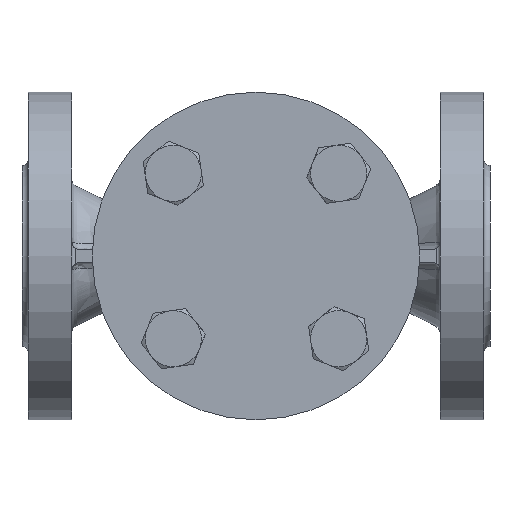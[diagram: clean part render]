
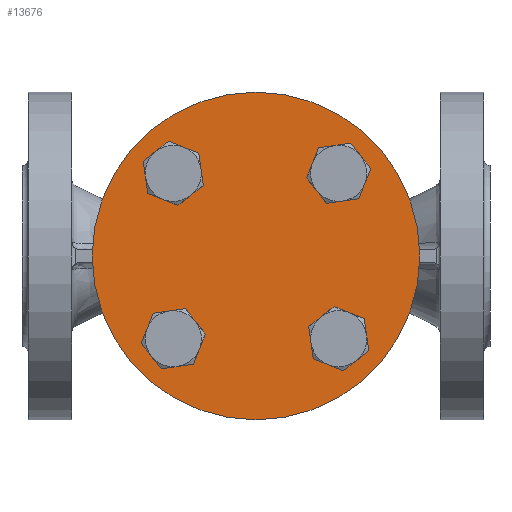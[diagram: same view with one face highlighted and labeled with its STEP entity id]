
A CAD part, front view. The second image highlights one B-rep face of the part: STEP entity #13676.
In plain terms, the highlighted planar face has unit normal (0, -1, 0).
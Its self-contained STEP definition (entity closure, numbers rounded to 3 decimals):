
#4129 = VERTEX_POINT ( 'NONE', #22682 ) ;
#4197 = VERTEX_POINT ( 'NONE', #22716 ) ;
#4703 = VERTEX_POINT ( 'NONE', #57049 ) ;
#9132 = EDGE_CURVE ( 'NONE', #78048, #22069, #20520, .T. ) ;
#9133 = EDGE_CURVE ( 'NONE', #22010, #22238, #20422, .T. ) ;
#9134 = EDGE_CURVE ( 'NONE', #22049, #4129, #20796, .T. ) ;
#9135 = EDGE_CURVE ( 'NONE', #22089, #4703, #20675, .T. ) ;
#9136 = EDGE_CURVE ( 'NONE', #4197, #78036, #20571, .T. ) ;
#9765 = PLANE ( 'NONE',  #21742 ) ;
#9766 = FACE_BOUND ( 'NONE', #83087, .T. ) ;
#9769 = FACE_OUTER_BOUND ( 'NONE', #83091, .T. ) ;
#9770 = FACE_BOUND ( 'NONE', #83139, .T. ) ;
#9772 = CARTESIAN_POINT ( 'NONE',  ( 0., -90.19, 0. ) ) ;
#9773 = FACE_BOUND ( 'NONE', #83083, .T. ) ;
#9775 = FACE_BOUND ( 'NONE', #83137, .T. ) ;
#9776 = DIRECTION ( 'NONE',  ( 0., 1., 0. ) ) ;
#9777 = DIRECTION ( 'NONE',  ( 0., 0., 1. ) ) ;
#13676 = ADVANCED_FACE ( 'NONE', ( #9770, #9766, #9773, #9775, #9769 ), #9765, .F. ) ;
#16470 = EDGE_CURVE ( 'NONE', #22238, #22010, #56384, .T. ) ;
#20422 = CIRCLE ( 'NONE', #20783, 9.027 ) ;
#20520 = CIRCLE ( 'NONE', #20789, 52.657 ) ;
#20571 = CIRCLE ( 'NONE', #20683, 9.027 ) ;
#20640 = AXIS2_PLACEMENT_3D ( 'NONE', #57308, #57309, #57310 ) ;
#20649 = AXIS2_PLACEMENT_3D ( 'NONE', #57305, #57306, #57307 ) ;
#20675 = CIRCLE ( 'NONE', #20640, 9.027 ) ;
#20683 = AXIS2_PLACEMENT_3D ( 'NONE', #57311, #57312, #57313 ) ;
#20783 = AXIS2_PLACEMENT_3D ( 'NONE', #57301, #57303, #57304 ) ;
#20789 = AXIS2_PLACEMENT_3D ( 'NONE', #57295, #57296, #57297 ) ;
#20796 = CIRCLE ( 'NONE', #20649, 9.027 ) ;
#20860 = ORIENTED_EDGE ( 'NONE', *, *, #9133, .T. ) ;
#20862 = ORIENTED_EDGE ( 'NONE', *, *, #16470, .T. ) ;
#20864 = ORIENTED_EDGE ( 'NONE', *, *, #9134, .T. ) ;
#20865 = ORIENTED_EDGE ( 'NONE', *, *, #35701, .T. ) ;
#20867 = ORIENTED_EDGE ( 'NONE', *, *, #9135, .T. ) ;
#20869 = ORIENTED_EDGE ( 'NONE', *, *, #23673, .T. ) ;
#20871 = ORIENTED_EDGE ( 'NONE', *, *, #9136, .T. ) ;
#20872 = ORIENTED_EDGE ( 'NONE', *, *, #23638, .T. ) ;
#20874 = ORIENTED_EDGE ( 'NONE', *, *, #9132, .F. ) ;
#20876 = ORIENTED_EDGE ( 'NONE', *, *, #23755, .F. ) ;
#21742 = AXIS2_PLACEMENT_3D ( 'NONE', #9772, #9776, #9777 ) ;
#21772 = CARTESIAN_POINT ( 'NONE',  ( -26.596, -90.19, 26.596 ) ) ;
#21773 = DIRECTION ( 'NONE',  ( 0., 1., 0. ) ) ;
#21774 = DIRECTION ( 'NONE',  ( 0.99, 0., 0.142 ) ) ;
#22010 = VERTEX_POINT ( 'NONE', #30456 ) ;
#22049 = VERTEX_POINT ( 'NONE', #24843 ) ;
#22069 = VERTEX_POINT ( 'NONE', #24863 ) ;
#22089 = VERTEX_POINT ( 'NONE', #24883 ) ;
#22238 = VERTEX_POINT ( 'NONE', #25032 ) ;
#22682 = CARTESIAN_POINT ( 'NONE',  ( -17.66, -90.19, 27.875 ) ) ;
#22716 = CARTESIAN_POINT ( 'NONE',  ( 35.532, -90.19, -25.317 ) ) ;
#23638 = EDGE_CURVE ( 'NONE', #78036, #4197, #57190, .T. ) ;
#23673 = EDGE_CURVE ( 'NONE', #4703, #22089, #78870, .T. ) ;
#23755 = EDGE_CURVE ( 'NONE', #22069, #78048, #78990, .T. ) ;
#24843 = CARTESIAN_POINT ( 'NONE',  ( -35.532, -90.19, 25.317 ) ) ;
#24863 = CARTESIAN_POINT ( 'NONE',  ( 0., -90.19, 52.657 ) ) ;
#24883 = CARTESIAN_POINT ( 'NONE',  ( -25.318, -90.19, -35.532 ) ) ;
#25032 = CARTESIAN_POINT ( 'NONE',  ( 27.875, -90.19, 17.66 ) ) ;
#25148 = CARTESIAN_POINT ( 'NONE',  ( 26.596, -90.19, -26.596 ) ) ;
#25149 = DIRECTION ( 'NONE',  ( 0., 1., 0. ) ) ;
#25150 = DIRECTION ( 'NONE',  ( -0.99, 0., -0.142 ) ) ;
#25193 = CARTESIAN_POINT ( 'NONE',  ( -26.596, -90.19, -26.596 ) ) ;
#25194 = DIRECTION ( 'NONE',  ( 0., 1., 0. ) ) ;
#25195 = DIRECTION ( 'NONE',  ( -0.142, 0., 0.99 ) ) ;
#25297 = CARTESIAN_POINT ( 'NONE',  ( 0., -90.19, 0. ) ) ;
#25298 = DIRECTION ( 'NONE',  ( 0., 1., 0. ) ) ;
#25299 = DIRECTION ( 'NONE',  ( 0., 0., 1. ) ) ;
#30456 = CARTESIAN_POINT ( 'NONE',  ( 25.317, -90.19, 35.532 ) ) ;
#31662 = CARTESIAN_POINT ( 'NONE',  ( 26.596, -90.19, 26.596 ) ) ;
#31663 = DIRECTION ( 'NONE',  ( 0., 1., 0. ) ) ;
#31664 = DIRECTION ( 'NONE',  ( 0.142, 0., -0.99 ) ) ;
#35701 = EDGE_CURVE ( 'NONE', #4129, #22049, #67766, .T. ) ;
#56384 = CIRCLE ( 'NONE', #56392, 9.027 ) ;
#56392 = AXIS2_PLACEMENT_3D ( 'NONE', #31662, #31663, #31664 ) ;
#57049 = CARTESIAN_POINT ( 'NONE',  ( -27.875, -90.19, -17.66 ) ) ;
#57190 = CIRCLE ( 'NONE', #57236, 9.027 ) ;
#57236 = AXIS2_PLACEMENT_3D ( 'NONE', #25148, #25149, #25150 ) ;
#57295 = CARTESIAN_POINT ( 'NONE',  ( 0., -90.19, 0. ) ) ;
#57296 = DIRECTION ( 'NONE',  ( 0., 1., 0. ) ) ;
#57297 = DIRECTION ( 'NONE',  ( 0., 0., 1. ) ) ;
#57301 = CARTESIAN_POINT ( 'NONE',  ( 26.596, -90.19, 26.596 ) ) ;
#57303 = DIRECTION ( 'NONE',  ( 0., 1., 0. ) ) ;
#57304 = DIRECTION ( 'NONE',  ( 0.142, 0., -0.99 ) ) ;
#57305 = CARTESIAN_POINT ( 'NONE',  ( -26.596, -90.19, 26.596 ) ) ;
#57306 = DIRECTION ( 'NONE',  ( 0., 1., 0. ) ) ;
#57307 = DIRECTION ( 'NONE',  ( 0.99, 0., 0.142 ) ) ;
#57308 = CARTESIAN_POINT ( 'NONE',  ( -26.596, -90.19, -26.596 ) ) ;
#57309 = DIRECTION ( 'NONE',  ( 0., 1., 0. ) ) ;
#57310 = DIRECTION ( 'NONE',  ( -0.142, 0., 0.99 ) ) ;
#57311 = CARTESIAN_POINT ( 'NONE',  ( 26.596, -90.19, -26.596 ) ) ;
#57312 = DIRECTION ( 'NONE',  ( 0., 1., 0. ) ) ;
#57313 = DIRECTION ( 'NONE',  ( -0.99, 0., -0.142 ) ) ;
#67766 = CIRCLE ( 'NONE', #67768, 9.027 ) ;
#67768 = AXIS2_PLACEMENT_3D ( 'NONE', #21772, #21773, #21774 ) ;
#78036 = VERTEX_POINT ( 'NONE', #85853 ) ;
#78048 = VERTEX_POINT ( 'NONE', #85859 ) ;
#78870 = CIRCLE ( 'NONE', #78873, 9.027 ) ;
#78873 = AXIS2_PLACEMENT_3D ( 'NONE', #25193, #25194, #25195 ) ;
#78990 = CIRCLE ( 'NONE', #78995, 52.657 ) ;
#78995 = AXIS2_PLACEMENT_3D ( 'NONE', #25297, #25298, #25299 ) ;
#83083 = EDGE_LOOP ( 'NONE', ( #20867, #20869 ) ) ;
#83087 = EDGE_LOOP ( 'NONE', ( #20864, #20865 ) ) ;
#83091 = EDGE_LOOP ( 'NONE', ( #20874, #20876 ) ) ;
#83137 = EDGE_LOOP ( 'NONE', ( #20871, #20872 ) ) ;
#83139 = EDGE_LOOP ( 'NONE', ( #20860, #20862 ) ) ;
#85853 = CARTESIAN_POINT ( 'NONE',  ( 17.66, -90.19, -27.875 ) ) ;
#85859 = CARTESIAN_POINT ( 'NONE',  ( 0., -90.19, -52.658 ) ) ;
